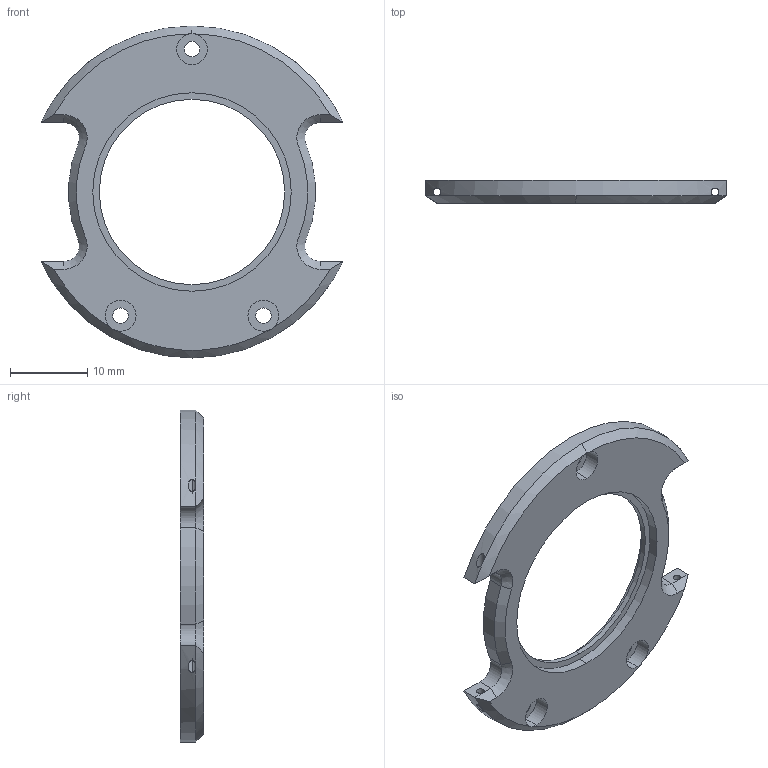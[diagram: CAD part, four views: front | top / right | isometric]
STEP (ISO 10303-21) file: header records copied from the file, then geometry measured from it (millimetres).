
FILE_DESCRIPTION (( 'STEP AP214' ), '1' );
FILE_NAME ('fond de boitier.STEP', '2024-09-04T21:10:58', ( '' ), ( '' ), 'SwSTEP 2.0', 'SolidWorks 2022', '' );
FILE_SCHEMA (( 'AUTOMOTIVE_DESIGN' ));
Length unit declared in the file: millimetre
Products named in the file (1): fond de boitier
Bounding box: 39.05 x 3 x 43 mm (x, y, z)
Volume: 2075.9 mm3; surface area: 2308 mm2
Topology: 1 solids, 1 shells, 59 faces, 174 edges, 107 vertices
Faces by surface type: cylinder 35, plane 15, cone 9
Entity records: 2092 total; most frequent: CARTESIAN_POINT 481, DIRECTION 352, ORIENTED_EDGE 328, EDGE_CURVE 164, AXIS2_PLACEMENT_3D 144, VERTEX_POINT 101, CIRCLE 84, EDGE_LOOP 69
